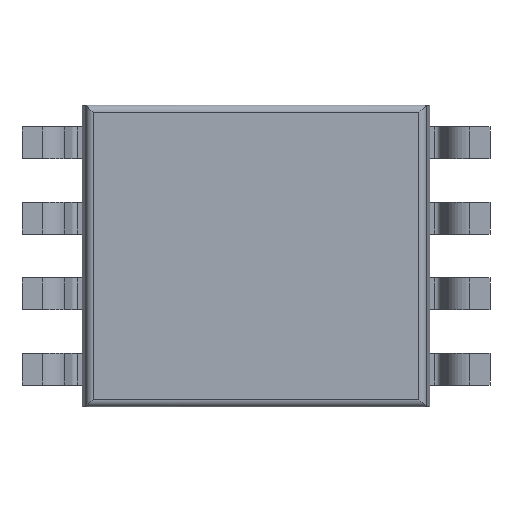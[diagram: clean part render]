
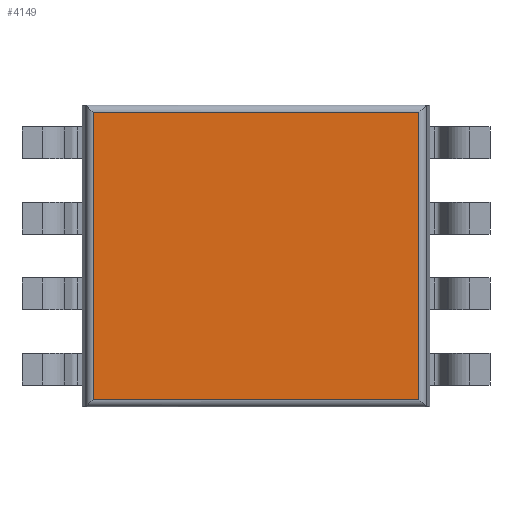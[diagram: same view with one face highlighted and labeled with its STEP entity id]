
A CAD part, front view. The second image highlights one B-rep face of the part: STEP entity #4149.
In plain terms, the highlighted planar face has unit normal (0, -1, 0).
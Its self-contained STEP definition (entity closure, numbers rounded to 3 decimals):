
#4110 = CARTESIAN_POINT ( 'NONE',  ( 1.078, 0., 0.95 ) ) ;
#4111 = VERTEX_POINT ( 'NONE', #4110 ) ;
#4112 = CARTESIAN_POINT ( 'NONE',  ( -1.078, 0., 0.95 ) ) ;
#4113 = VERTEX_POINT ( 'NONE', #4112 ) ;
#4114 = CARTESIAN_POINT ( 'NONE',  ( -1.122, 0., 0.95 ) ) ;
#4115 = DIRECTION ( 'NONE',  ( -1., 0., 0. ) ) ;
#4116 = VECTOR ( 'NONE', #4115, 1000. ) ;
#4117 = LINE ( 'NONE', #4114, #4116 ) ;
#4118 = EDGE_CURVE ( 'NONE', #4111, #4113, #4117, .T. ) ;
#4119 = ORIENTED_EDGE ( 'NONE', *, *, #4118, .T. ) ;
#4120 = CARTESIAN_POINT ( 'NONE',  ( -1.078, 0., -0.95 ) ) ;
#4121 = VERTEX_POINT ( 'NONE', #4120 ) ;
#4122 = CARTESIAN_POINT ( 'NONE',  ( -1.078, 0., 0. ) ) ;
#4123 = DIRECTION ( 'NONE',  ( 0., 0., -1. ) ) ;
#4124 = VECTOR ( 'NONE', #4123, 1000. ) ;
#4125 = LINE ( 'NONE', #4122, #4124 ) ;
#4126 = EDGE_CURVE ( 'NONE', #4113, #4121, #4125, .T. ) ;
#4127 = ORIENTED_EDGE ( 'NONE', *, *, #4126, .T. ) ;
#4128 = CARTESIAN_POINT ( 'NONE',  ( 1.078, 0., -0.95 ) ) ;
#4129 = VERTEX_POINT ( 'NONE', #4128 ) ;
#4130 = CARTESIAN_POINT ( 'NONE',  ( 1.122, 0., -0.95 ) ) ;
#4131 = DIRECTION ( 'NONE',  ( 1., 0., 0. ) ) ;
#4132 = VECTOR ( 'NONE', #4131, 1000. ) ;
#4133 = LINE ( 'NONE', #4130, #4132 ) ;
#4134 = EDGE_CURVE ( 'NONE', #4121, #4129, #4133, .T. ) ;
#4135 = ORIENTED_EDGE ( 'NONE', *, *, #4134, .T. ) ;
#4136 = CARTESIAN_POINT ( 'NONE',  ( 1.078, 0., 0. ) ) ;
#4137 = DIRECTION ( 'NONE',  ( 0., 0., 1. ) ) ;
#4138 = VECTOR ( 'NONE', #4137, 1000. ) ;
#4139 = LINE ( 'NONE', #4136, #4138 ) ;
#4140 = EDGE_CURVE ( 'NONE', #4129, #4111, #4139, .T. ) ;
#4141 = ORIENTED_EDGE ( 'NONE', *, *, #4140, .T. ) ;
#4142 = EDGE_LOOP ( 'NONE', ( #4119, #4127, #4135, #4141 ) ) ;
#4143 = FACE_OUTER_BOUND ( 'NONE', #4142, .T. ) ;
#4144 = CARTESIAN_POINT ( 'NONE',  ( 0., 0., 0. ) ) ;
#4145 = DIRECTION ( 'NONE',  ( 0., -1., 0. ) ) ;
#4146 = DIRECTION ( 'NONE',  ( -1., 0., 0. ) ) ;
#4147 = AXIS2_PLACEMENT_3D ( 'NONE', #4144, #4145, #4146 ) ;
#4148 = PLANE ( 'NONE', #4147 ) ;
#4149 = ADVANCED_FACE ( 'NONE', ( #4143 ), #4148, .T. ) ;
